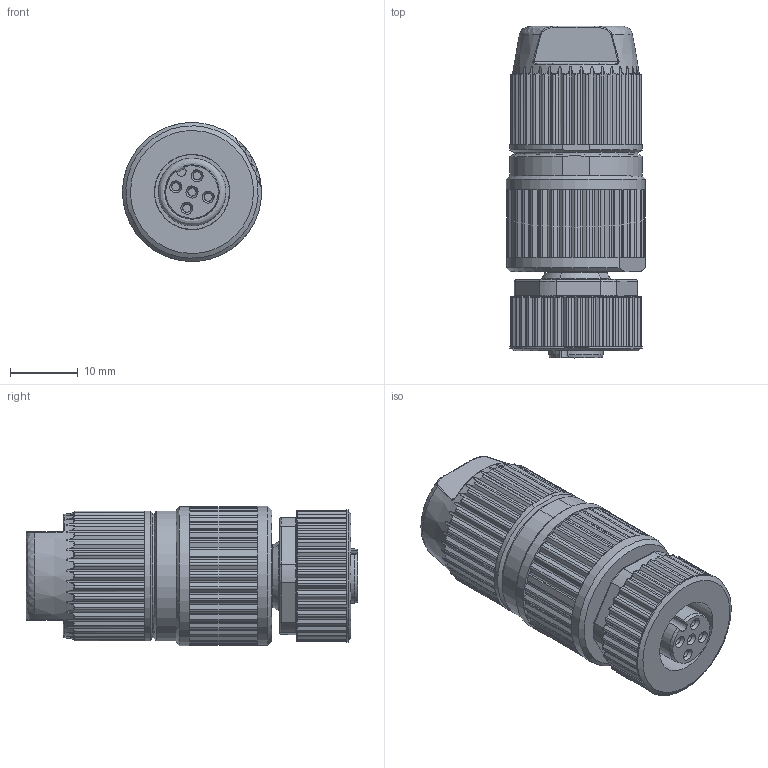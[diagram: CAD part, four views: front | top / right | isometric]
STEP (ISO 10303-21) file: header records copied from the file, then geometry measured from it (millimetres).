
FILE_DESCRIPTION(/* description */ (''),/* implementation_level */ '2;1');
FILE_NAME(/* name */ '100568881ugm000_a.stp',/* time_stamp */ '2014-09-19T08:35:54+02:00',/* author */ (''),/* organization */ (''),/* preprocessor_version */ 'ST-DEVELOPER v15',/* originating_system */ 'SIEMENS PLM Software NX 8.5',/* authorisation */ '');
FILE_SCHEMA (('AUTOMOTIVE_DESIGN { 1 0 10303 214 3 1 1 1 }'));
Length unit declared in the file: millimetre
Products named in the file (1): 100568881ugm000_a
Bounding box: 20.5 x 48.9 x 20.5 mm (x, y, z)
Volume: 12514.9 mm3; surface area: 5372.4 mm2
Topology: 1 solids, 3 shells, 828 faces, 2179 edges, 1377 vertices
Faces by surface type: cylinder 330, plane 294, bspline 148, cone 56
Full cylindrical faces by diameter (mm): 1.2 x5, 1.75 x5, 2.3 x2, 8.2 x1, 8.4 x1, 10.4 x1, 11 x1, 11.1 x1, 18.3 x1, 20.5 x1
Entity records: 34719 total; most frequent: CARTESIAN_POINT 9843, ORIENTED_EDGE 4266, DIRECTION 3707, EDGE_CURVE 2133, AXIS2_PLACEMENT_3D 1386, VERTEX_POINT 1361, LINE 935, VECTOR 935
